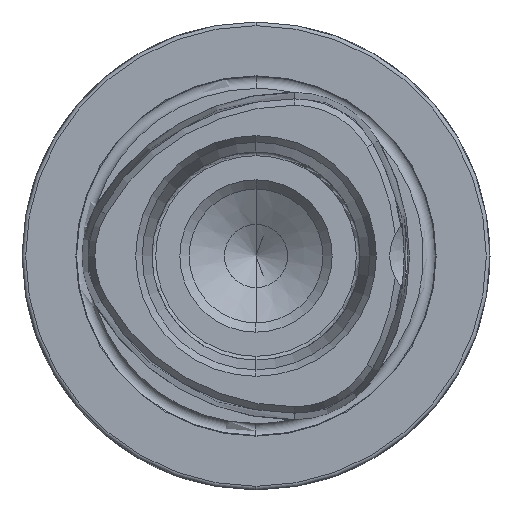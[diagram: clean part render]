
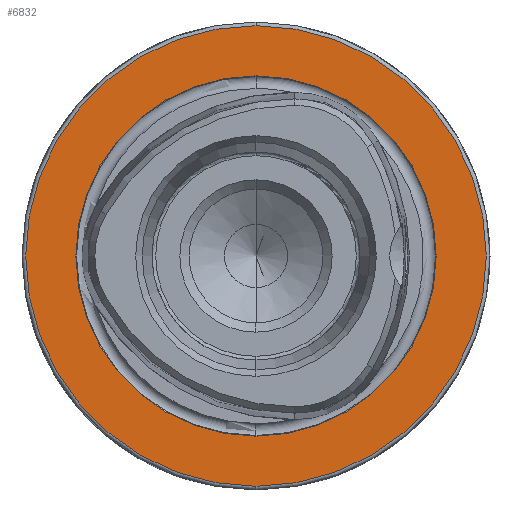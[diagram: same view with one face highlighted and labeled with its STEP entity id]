
A CAD part, left-side view. The second image highlights one B-rep face of the part: STEP entity #6832.
In plain terms, the highlighted planar face has unit normal (-1, 0, 0).
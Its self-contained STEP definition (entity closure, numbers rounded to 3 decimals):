
#283 = FACE_BOUND ( 'NONE', #9715, .T. ) ;
#725 = EDGE_CURVE ( 'NONE', #9767, #9807, #4833, .T. ) ;
#738 = EDGE_CURVE ( 'NONE', #3964, #3944, #4850, .T. ) ;
#926 = AXIS2_PLACEMENT_3D ( 'NONE', #3210, #3216, #3217 ) ;
#943 = AXIS2_PLACEMENT_3D ( 'NONE', #1957, #1958, #1959 ) ;
#948 = AXIS2_PLACEMENT_3D ( 'NONE', #2002, #2003, #2004 ) ;
#1332 = ORIENTED_EDGE ( 'NONE', *, *, #9178, .F. ) ;
#1714 = CARTESIAN_POINT ( 'NONE',  ( 0., 0., 0. ) ) ;
#1715 = DIRECTION ( 'NONE',  ( -1., 0., 0. ) ) ;
#1716 = DIRECTION ( 'NONE',  ( 0., 0., 1. ) ) ;
#1761 = CARTESIAN_POINT ( 'NONE',  ( 0., 0., 0. ) ) ;
#1762 = DIRECTION ( 'NONE',  ( -1., 0., 0. ) ) ;
#1763 = DIRECTION ( 'NONE',  ( 0., 0., 1. ) ) ;
#1957 = CARTESIAN_POINT ( 'NONE',  ( 0., 0., 0. ) ) ;
#1958 = DIRECTION ( 'NONE',  ( -1., 0., 0. ) ) ;
#1959 = DIRECTION ( 'NONE',  ( 0., 0., 1. ) ) ;
#2002 = CARTESIAN_POINT ( 'NONE',  ( 0., 0., 0. ) ) ;
#2003 = DIRECTION ( 'NONE',  ( -1., 0., 0. ) ) ;
#2004 = DIRECTION ( 'NONE',  ( 0., 0., 1. ) ) ;
#2100 = ORIENTED_EDGE ( 'NONE', *, *, #9167, .T. ) ;
#2108 = ORIENTED_EDGE ( 'NONE', *, *, #738, .F. ) ;
#2191 = CARTESIAN_POINT ( 'NONE',  ( 0., 0., -24.25 ) ) ;
#2211 = CARTESIAN_POINT ( 'NONE',  ( 0., 0., 24.25 ) ) ;
#3210 = CARTESIAN_POINT ( 'NONE',  ( 0., 24.25, 0. ) ) ;
#3211 = PLANE ( 'NONE',  #926 ) ;
#3216 = DIRECTION ( 'NONE',  ( 1., 0., 0. ) ) ;
#3217 = DIRECTION ( 'NONE',  ( 0., 0., -1. ) ) ;
#3224 = FACE_OUTER_BOUND ( 'NONE', #9750, .T. ) ;
#3822 = CIRCLE ( 'NONE', #8408, 31. ) ;
#3839 = CIRCLE ( 'NONE', #8171, 24.25 ) ;
#3944 = VERTEX_POINT ( 'NONE', #2191 ) ;
#3964 = VERTEX_POINT ( 'NONE', #2211 ) ;
#4833 = CIRCLE ( 'NONE', #943, 31. ) ;
#4850 = CIRCLE ( 'NONE', #948, 24.25 ) ;
#6354 = CARTESIAN_POINT ( 'NONE',  ( 0., 0., -31. ) ) ;
#6394 = CARTESIAN_POINT ( 'NONE',  ( 0., 0., 31. ) ) ;
#6832 = ADVANCED_FACE ( 'NONE', ( #283, #3224 ), #3211, .F. ) ;
#8171 = AXIS2_PLACEMENT_3D ( 'NONE', #1761, #1762, #1763 ) ;
#8408 = AXIS2_PLACEMENT_3D ( 'NONE', #1714, #1715, #1716 ) ;
#8995 = ORIENTED_EDGE ( 'NONE', *, *, #725, .T. ) ;
#9167 = EDGE_CURVE ( 'NONE', #9807, #9767, #3822, .T. ) ;
#9178 = EDGE_CURVE ( 'NONE', #3944, #3964, #3839, .T. ) ;
#9715 = EDGE_LOOP ( 'NONE', ( #2108, #1332 ) ) ;
#9750 = EDGE_LOOP ( 'NONE', ( #2100, #8995 ) ) ;
#9767 = VERTEX_POINT ( 'NONE', #6354 ) ;
#9807 = VERTEX_POINT ( 'NONE', #6394 ) ;
